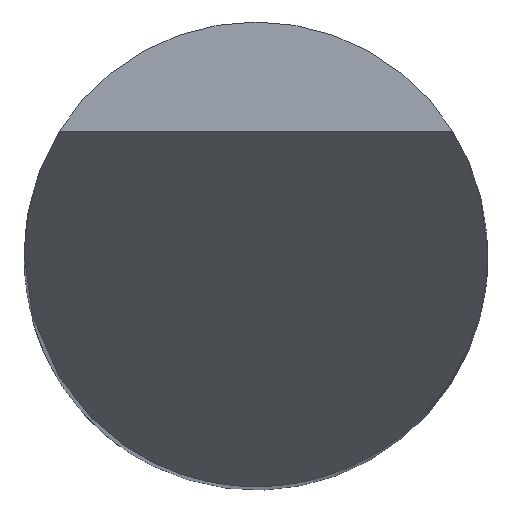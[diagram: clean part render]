
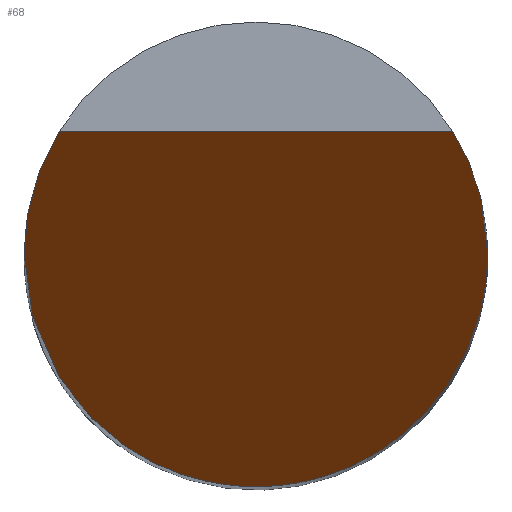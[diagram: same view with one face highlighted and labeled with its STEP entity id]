
A CAD part, top view. The second image highlights one B-rep face of the part: STEP entity #68.
In plain terms, the highlighted planar face has unit normal (0, -0.866, 0.5).
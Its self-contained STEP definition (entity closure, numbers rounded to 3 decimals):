
#49=PLANE('',#583);
#68=ADVANCED_FACE('',(#107),#49,.F.);
#107=FACE_OUTER_BOUND('',#136,.T.);
#136=EDGE_LOOP('',(#274,#275,#276,#277));
#183=LINE('',#931,#212);
#212=VECTOR('',#651,1.);
#274=ORIENTED_EDGE('',*,*,#433,.T.);
#275=ORIENTED_EDGE('',*,*,#445,.T.);
#276=ORIENTED_EDGE('',*,*,#435,.T.);
#277=ORIENTED_EDGE('',*,*,#462,.T.);
#384=VERTEX_POINT('',#796);
#385=VERTEX_POINT('',#801);
#386=VERTEX_POINT('',#803);
#387=VERTEX_POINT('',#808);
#433=EDGE_CURVE('',#385,#384,#521,.T.);
#435=EDGE_CURVE('',#387,#386,#522,.T.);
#445=EDGE_CURVE('',#384,#387,#526,.T.);
#462=EDGE_CURVE('',#386,#385,#183,.T.);
#521=(
BOUNDED_CURVE()
B_SPLINE_CURVE(3,(#797,#798,#799,#800),.UNSPECIFIED.,.F.,.F.)
B_SPLINE_CURVE_WITH_KNOTS((4,4),(0.,1.),.UNSPECIFIED.)
CURVE()
GEOMETRIC_REPRESENTATION_ITEM()
RATIONAL_B_SPLINE_CURVE((1.,0.974,0.974,1.))
REPRESENTATION_ITEM('')
);
#522=(
BOUNDED_CURVE()
B_SPLINE_CURVE(3,(#804,#805,#806,#807),.UNSPECIFIED.,.F.,.F.)
B_SPLINE_CURVE_WITH_KNOTS((4,4),(0.,1.),.UNSPECIFIED.)
CURVE()
GEOMETRIC_REPRESENTATION_ITEM()
RATIONAL_B_SPLINE_CURVE((1.,0.974,0.974,1.))
REPRESENTATION_ITEM('')
);
#526=(
BOUNDED_CURVE()
B_SPLINE_CURVE(3,(#857,#858,#859,#860),.UNSPECIFIED.,.F.,.F.)
B_SPLINE_CURVE_WITH_KNOTS((4,4),(0.,1.),.UNSPECIFIED.)
CURVE()
GEOMETRIC_REPRESENTATION_ITEM()
RATIONAL_B_SPLINE_CURVE((1.,0.333,0.333,1.))
REPRESENTATION_ITEM('')
);
#583=AXIS2_PLACEMENT_3D('',#933,#654,#655);
#651=DIRECTION('',(-1.,0.,0.));
#654=DIRECTION('',(0.,0.866,-0.5));
#655=DIRECTION('',(0.,0.5,0.866));
#796=CARTESIAN_POINT('',(-3.,0.,0.));
#797=CARTESIAN_POINT('',(-2.545,1.588,2.75));
#798=CARTESIAN_POINT('',(-2.844,1.108,1.92));
#799=CARTESIAN_POINT('',(-3.,0.565,0.979));
#800=CARTESIAN_POINT('',(-3.,0.,0.));
#801=CARTESIAN_POINT('',(-2.545,1.588,2.75));
#803=CARTESIAN_POINT('',(2.545,1.588,2.75));
#804=CARTESIAN_POINT('',(3.,0.,0.));
#805=CARTESIAN_POINT('',(3.,0.565,0.979));
#806=CARTESIAN_POINT('',(2.844,1.108,1.92));
#807=CARTESIAN_POINT('',(2.545,1.588,2.75));
#808=CARTESIAN_POINT('',(3.,0.,0.));
#857=CARTESIAN_POINT('',(-3.,0.,0.));
#858=CARTESIAN_POINT('',(-3.,-6.,-10.392));
#859=CARTESIAN_POINT('',(3.,-6.,-10.392));
#860=CARTESIAN_POINT('',(3.,0.,0.));
#931=CARTESIAN_POINT('',(0.,1.588,2.75));
#933=CARTESIAN_POINT('',(3.,-3.,-5.196));
